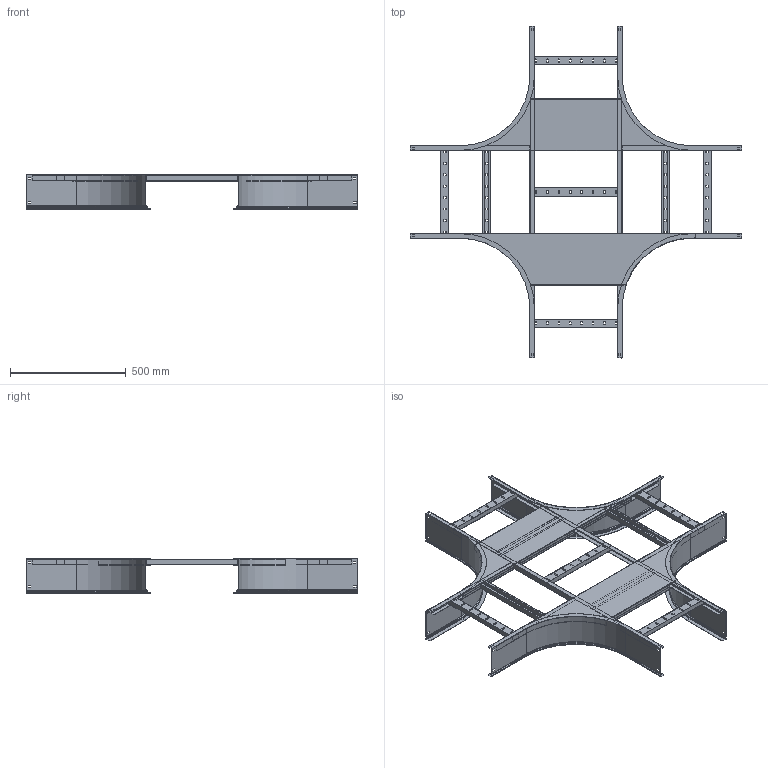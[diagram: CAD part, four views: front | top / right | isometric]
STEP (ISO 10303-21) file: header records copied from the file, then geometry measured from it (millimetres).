
FILE_DESCRIPTION (( 'STEP AP214' ), '1' );
FILE_NAME ('CKR04-4-150x400.STEP', '2021-03-10T05:32:10', ( '' ), ( '' ), 'SwSTEP 2.0', 'SolidWorks 2017', '' );
FILE_SCHEMA (( 'AUTOMOTIVE_DESIGN' ));
Length unit declared in the file: millimetre
Products named in the file (8): 岓臍 195.01.20 捘 冓憵-00_-02 (400); ÊÈÂÀ 195.01.04 Ï-ïðîôèëü-00_-02 (1374); ÊÈÂÀ 195.01.01 Ëîíæåðîí áàçîâûé-00_-03 h150; 岓臍 195.01.10 捘 冓憵-00_-02 (1374); ÊÈÂÀ 195.01.03_Ïëàíêà ïîïåðå÷íàÿ-00_-02; CKR04-4-150x400; ÊÈÂÀ 195.01.05 Ï-ïðîôèëü-00_668.2; ÊÈÂÀ 195.01.02 Ïëàñòèíà ñîåäèíèòåëüíàÿ-00_-02 (400)
Assembly tree (22 placements, depth 3):
  CKR04-4-150x400
    岓臍 195.01.10 捘 冓憵-00_-02 (1374)
      ÊÈÂÀ 195.01.04 Ï-ïðîôèëü-00_-02 (1374)  x2
      ÊÈÂÀ 195.01.03_Ïëàíêà ïîïåðå÷íàÿ-00_-02  x5
    岓臍 195.01.20 捘 冓憵-00_-02 (400)  x2
      ÊÈÂÀ 195.01.05 Ï-ïðîôèëü-00_668.2
      ÊÈÂÀ 195.01.03_Ïëàíêà ïîïåðå÷íàÿ-00_-02
    ÊÈÂÀ 195.01.02 Ïëàñòèíà ñîåäèíèòåëüíàÿ-00_-02 (400)  x4
    ÊÈÂÀ 195.01.01 Ëîíæåðîí áàçîâûé-00_-03 h150  x4
Bounding box: 1434 x 1434 x 151.2 mm (x, y, z)
Volume: 2295409.1 mm3; surface area: 3875244.7 mm2
Topology: 23 solids, 23 shells, 1506 faces, 3964 edges, 2504 vertices
Faces by surface type: plane 1106, cylinder 360, torus 24, cone 16
Entity records: 9712 total; most frequent: DIRECTION 1652, CARTESIAN_POINT 1625, ORIENTED_EDGE 1588, EDGE_CURVE 794, VECTOR 614, LINE 614, AXIS2_PLACEMENT_3D 519, VERTEX_POINT 492
